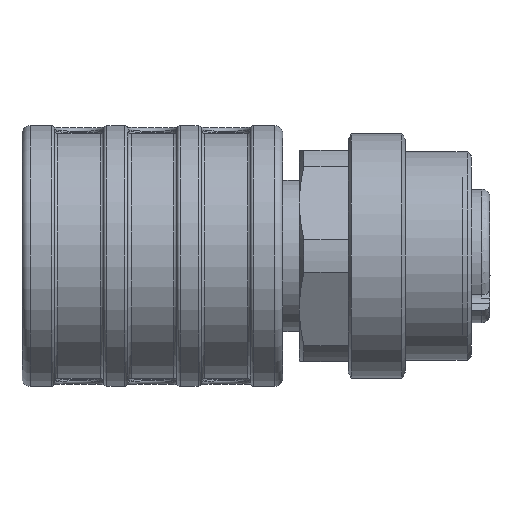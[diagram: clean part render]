
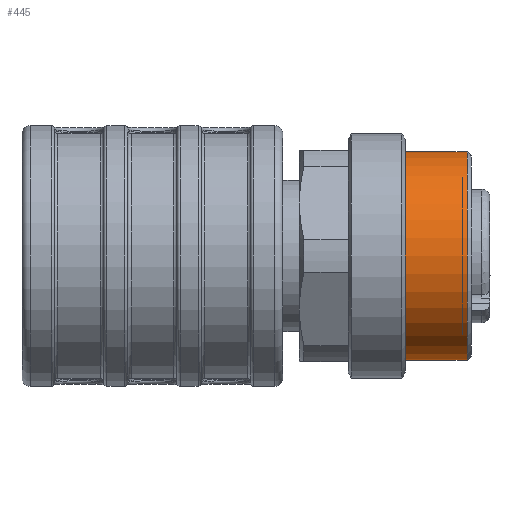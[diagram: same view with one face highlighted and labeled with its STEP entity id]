
A CAD part, front view. The second image highlights one B-rep face of the part: STEP entity #445.
In plain terms, the highlighted cylindrical face has radius 6.4 mm (diameter 12.8 mm), a full revolution.
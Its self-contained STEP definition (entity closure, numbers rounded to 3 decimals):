
#257=CYLINDRICAL_SURFACE('',#4481,6.4);
#362=FACE_BOUND('',#1045,.T.);
#363=FACE_BOUND('',#1046,.T.);
#445=ADVANCED_FACE('',(#362,#363),#257,.T.);
#1045=EDGE_LOOP('',(#1596));
#1046=EDGE_LOOP('',(#1597));
#1356=CIRCLE('',#4478,6.4);
#1357=CIRCLE('',#4480,6.4);
#1596=ORIENTED_EDGE('',*,*,#3228,.T.);
#1597=ORIENTED_EDGE('',*,*,#3229,.T.);
#2818=VERTEX_POINT('',#6297);
#2819=VERTEX_POINT('',#6300);
#3228=EDGE_CURVE('',#2818,#2818,#1356,.T.);
#3229=EDGE_CURVE('',#2819,#2819,#1357,.T.);
#4478=AXIS2_PLACEMENT_3D('',#6296,#4981,#4982);
#4480=AXIS2_PLACEMENT_3D('',#6299,#4985,#4986);
#4481=AXIS2_PLACEMENT_3D('',#6301,#4987,#4988);
#4981=DIRECTION('',(-1.,0.,0.));
#4982=DIRECTION('',(0.,1.,0.));
#4985=DIRECTION('',(1.,0.,0.));
#4986=DIRECTION('',(0.,0.,-1.));
#4987=DIRECTION('',(1.,0.,0.));
#4988=DIRECTION('',(0.,0.,-1.));
#6296=CARTESIAN_POINT('',(97.686,-53.215,0.));
#6297=CARTESIAN_POINT('',(97.686,-46.815,0.));
#6299=CARTESIAN_POINT('',(93.886,-53.215,0.));
#6300=CARTESIAN_POINT('',(93.886,-53.215,-6.4));
#6301=CARTESIAN_POINT('',(97.886,-53.215,0.));
